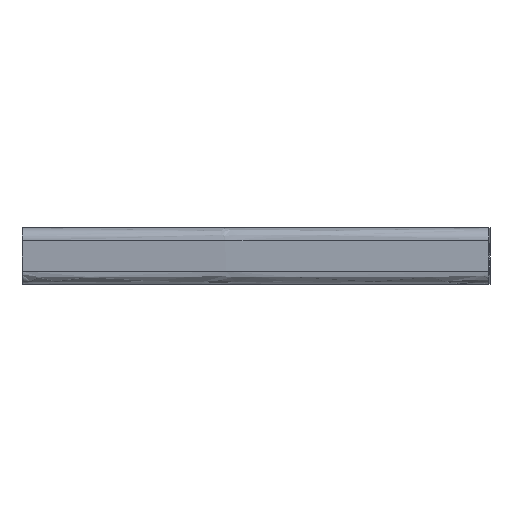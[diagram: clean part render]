
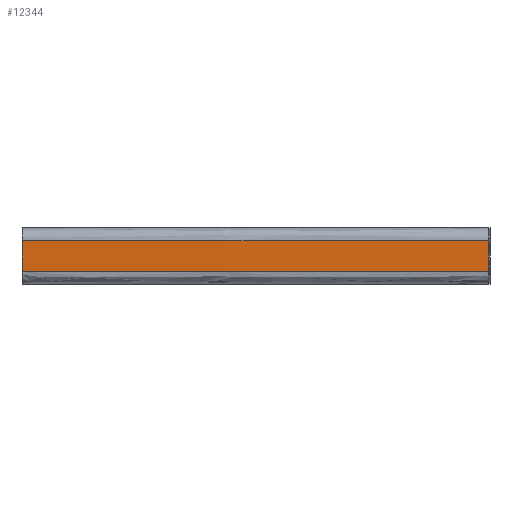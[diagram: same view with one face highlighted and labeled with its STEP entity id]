
A CAD part, left-side view. The second image highlights one B-rep face of the part: STEP entity #12344.
In plain terms, the highlighted free-form (B-spline) face has degree [5, 1] with [25, 2] control points.
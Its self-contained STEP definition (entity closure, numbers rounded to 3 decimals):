
#32=(
BOUNDED_SURFACE()
B_SPLINE_SURFACE(5,1,((#22074,#22075),(#22076,#22077),(#22078,#22079),(#22080,
#22081),(#22082,#22083),(#22084,#22085),(#22086,#22087),(#22088,#22089),
(#22090,#22091),(#22092,#22093),(#22094,#22095),(#22096,#22097),(#22098,
#22099),(#22100,#22101),(#22102,#22103),(#22104,#22105),(#22106,#22107),
(#22108,#22109),(#22110,#22111),(#22112,#22113),(#22114,#22115),(#22116,
#22117),(#22118,#22119),(#22120,#22121),(#22122,#22123)),.UNSPECIFIED.,
 .F.,.F.,.F.)
B_SPLINE_SURFACE_WITH_KNOTS((6,1,1,1,1,1,1,1,1,1,1,1,1,1,1,1,1,1,1,1,6),
(2,2),(-1.,-0.95,-0.9,-0.85,-0.8,-0.75,-0.7,-0.65,-0.6,-0.55,-0.5,-0.45,
-0.4,-0.35,-0.3,-0.25,-0.2,-0.15,-0.1,-0.05,-0.048),(0.,1.3),
 .UNSPECIFIED.)
GEOMETRIC_REPRESENTATION_ITEM()
RATIONAL_B_SPLINE_SURFACE(((1.,1.),(1.,1.),(1.,1.),(1.,1.),(1.,1.),(1.,
1.),(1.,1.),(1.,1.),(1.,1.),(1.,1.),(1.,1.),(1.,1.),(1.,1.),(1.,1.),(1.,
1.),(1.,1.),(1.,1.),(1.,1.),(1.,1.),(1.,1.),(1.,1.),(1.,1.),(1.,1.),(1.,
1.),(1.,1.)))
REPRESENTATION_ITEM('')
SURFACE()
);
#85=B_SPLINE_CURVE_WITH_KNOTS('',3,(#21923,#21924,#21925,#21926,#21927,
#21928),.UNSPECIFIED.,.F.,.F.,(4,1,1,4),(0.,4.656,
7.76,10.825),.UNSPECIFIED.);
#90=B_SPLINE_CURVE_WITH_KNOTS('',3,(#22003,#22004,#22005,#22006,#22007,
#22008),.UNSPECIFIED.,.F.,.F.,(4,2,4),(-1.,-0.65,-0.3),.UNSPECIFIED.);
#92=B_SPLINE_CURVE_WITH_KNOTS('',3,(#22125,#22126,#22127,#22128,#22129,
#22130),.UNSPECIFIED.,.F.,.F.,(4,2,4),(-1.,-0.65,-0.3),.UNSPECIFIED.);
#93=B_SPLINE_CURVE_WITH_KNOTS('',3,(#22131,#22132,#22133,#22134,#22135,
#22136),.UNSPECIFIED.,.F.,.F.,(4,1,1,4),(0.,4.617,
6.945,10.825),.UNSPECIFIED.);
#1071=FACE_OUTER_BOUND('',#1856,.T.);
#1856=EDGE_LOOP('',(#10349,#10350,#10351,#10352));
#5949=VERTEX_POINT('',#21872);
#5950=VERTEX_POINT('',#21922);
#5953=VERTEX_POINT('',#22002);
#5960=VERTEX_POINT('',#22124);
#7518=EDGE_CURVE('',#5949,#5950,#85,.T.);
#7523=EDGE_CURVE('',#5950,#5953,#90,.T.);
#7532=EDGE_CURVE('',#5949,#5960,#92,.T.);
#7533=EDGE_CURVE('',#5953,#5960,#93,.T.);
#10349=ORIENTED_EDGE('',*,*,#7518,.F.);
#10350=ORIENTED_EDGE('',*,*,#7532,.T.);
#10351=ORIENTED_EDGE('',*,*,#7533,.F.);
#10352=ORIENTED_EDGE('',*,*,#7523,.F.);
#12344=ADVANCED_FACE('',(#1071),#32,.T.);
#21872=CARTESIAN_POINT('',(-70.329,376.5,3.));
#21922=CARTESIAN_POINT('',(-60.733,484.5,3.));
#21923=CARTESIAN_POINT('Ctrl Pts',(-70.329,376.5,3.));
#21924=CARTESIAN_POINT('Ctrl Pts',(-69.331,392.002,3.));
#21925=CARTESIAN_POINT('Ctrl Pts',(-67.486,417.83,3.));
#21926=CARTESIAN_POINT('Ctrl Pts',(-64.292,453.83,3.));
#21927=CARTESIAN_POINT('Ctrl Pts',(-62.048,474.326,3.));
#21928=CARTESIAN_POINT('Ctrl Pts',(-60.733,484.5,3.));
#22002=CARTESIAN_POINT('',(-60.733,484.5,10.));
#22003=CARTESIAN_POINT('Ctrl Pts',(-60.733,484.5,3.));
#22004=CARTESIAN_POINT('Ctrl Pts',(-60.733,484.5,4.167));
#22005=CARTESIAN_POINT('Ctrl Pts',(-60.733,484.5,5.333));
#22006=CARTESIAN_POINT('Ctrl Pts',(-60.733,484.5,7.667));
#22007=CARTESIAN_POINT('Ctrl Pts',(-60.733,484.5,8.833));
#22008=CARTESIAN_POINT('Ctrl Pts',(-60.733,484.5,10.));
#22074=CARTESIAN_POINT('Ctrl Pts',(-50.,535.,0.));
#22075=CARTESIAN_POINT('Ctrl Pts',(-50.,535.,13.));
#22076=CARTESIAN_POINT('Ctrl Pts',(-50.721,533.526,0.));
#22077=CARTESIAN_POINT('Ctrl Pts',(-50.721,533.526,13.));
#22078=CARTESIAN_POINT('Ctrl Pts',(-52.149,530.043,0.));
#22079=CARTESIAN_POINT('Ctrl Pts',(-52.149,530.043,13.));
#22080=CARTESIAN_POINT('Ctrl Pts',(-54.246,523.216,0.));
#22081=CARTESIAN_POINT('Ctrl Pts',(-54.246,523.216,13.));
#22082=CARTESIAN_POINT('Ctrl Pts',(-56.955,510.895,0.));
#22083=CARTESIAN_POINT('Ctrl Pts',(-56.955,510.895,13.));
#22084=CARTESIAN_POINT('Ctrl Pts',(-60.189,490.177,0.));
#22085=CARTESIAN_POINT('Ctrl Pts',(-60.189,490.177,13.));
#22086=CARTESIAN_POINT('Ctrl Pts',(-63.256,464.428,0.));
#22087=CARTESIAN_POINT('Ctrl Pts',(-63.256,464.428,13.));
#22088=CARTESIAN_POINT('Ctrl Pts',(-66.131,434.319,0.));
#22089=CARTESIAN_POINT('Ctrl Pts',(-66.131,434.319,13.));
#22090=CARTESIAN_POINT('Ctrl Pts',(-68.778,400.784,0.));
#22091=CARTESIAN_POINT('Ctrl Pts',(-68.778,400.784,13.));
#22092=CARTESIAN_POINT('Ctrl Pts',(-71.153,364.915,0.));
#22093=CARTESIAN_POINT('Ctrl Pts',(-71.153,364.915,13.));
#22094=CARTESIAN_POINT('Ctrl Pts',(-73.207,327.852,0.));
#22095=CARTESIAN_POINT('Ctrl Pts',(-73.207,327.852,13.));
#22096=CARTESIAN_POINT('Ctrl Pts',(-74.882,290.686,0.));
#22097=CARTESIAN_POINT('Ctrl Pts',(-74.882,290.686,13.));
#22098=CARTESIAN_POINT('Ctrl Pts',(-76.118,254.358,0.));
#22099=CARTESIAN_POINT('Ctrl Pts',(-76.118,254.358,13.));
#22100=CARTESIAN_POINT('Ctrl Pts',(-76.859,219.542,0.));
#22101=CARTESIAN_POINT('Ctrl Pts',(-76.859,219.542,13.));
#22102=CARTESIAN_POINT('Ctrl Pts',(-76.998,186.664,0.));
#22103=CARTESIAN_POINT('Ctrl Pts',(-76.998,186.664,13.));
#22104=CARTESIAN_POINT('Ctrl Pts',(-76.336,155.942,0.));
#22105=CARTESIAN_POINT('Ctrl Pts',(-76.336,155.942,13.));
#22106=CARTESIAN_POINT('Ctrl Pts',(-74.493,127.397,0.));
#22107=CARTESIAN_POINT('Ctrl Pts',(-74.493,127.397,13.));
#22108=CARTESIAN_POINT('Ctrl Pts',(-70.928,100.901,0.));
#22109=CARTESIAN_POINT('Ctrl Pts',(-70.928,100.901,13.));
#22110=CARTESIAN_POINT('Ctrl Pts',(-64.702,76.142,0.));
#22111=CARTESIAN_POINT('Ctrl Pts',(-64.702,76.142,13.));
#22112=CARTESIAN_POINT('Ctrl Pts',(-54.896,52.789,0.));
#22113=CARTESIAN_POINT('Ctrl Pts',(-54.896,52.789,13.));
#22114=CARTESIAN_POINT('Ctrl Pts',(-43.763,34.915,0.));
#22115=CARTESIAN_POINT('Ctrl Pts',(-43.763,34.915,13.));
#22116=CARTESIAN_POINT('Ctrl Pts',(-33.462,21.983,0.));
#22117=CARTESIAN_POINT('Ctrl Pts',(-33.462,21.983,13.));
#22118=CARTESIAN_POINT('Ctrl Pts',(-25.681,13.532,0.));
#22119=CARTESIAN_POINT('Ctrl Pts',(-25.681,13.532,13.));
#22120=CARTESIAN_POINT('Ctrl Pts',(-21.489,9.284,0.));
#22121=CARTESIAN_POINT('Ctrl Pts',(-21.489,9.284,13.));
#22122=CARTESIAN_POINT('Ctrl Pts',(-21.329,9.122,0.));
#22123=CARTESIAN_POINT('Ctrl Pts',(-21.329,9.122,13.));
#22124=CARTESIAN_POINT('',(-70.329,376.5,10.));
#22125=CARTESIAN_POINT('Ctrl Pts',(-70.329,376.5,3.));
#22126=CARTESIAN_POINT('Ctrl Pts',(-70.329,376.5,4.167));
#22127=CARTESIAN_POINT('Ctrl Pts',(-70.329,376.5,5.333));
#22128=CARTESIAN_POINT('Ctrl Pts',(-70.329,376.5,7.667));
#22129=CARTESIAN_POINT('Ctrl Pts',(-70.329,376.5,8.833));
#22130=CARTESIAN_POINT('Ctrl Pts',(-70.329,376.5,10.));
#22131=CARTESIAN_POINT('Ctrl Pts',(-60.733,484.5,10.));
#22132=CARTESIAN_POINT('Ctrl Pts',(-62.715,469.175,10.));
#22133=CARTESIAN_POINT('Ctrl Pts',(-65.037,446.091,10.));
#22134=CARTESIAN_POINT('Ctrl Pts',(-68.049,410.082,10.));
#22135=CARTESIAN_POINT('Ctrl Pts',(-69.497,389.418,10.));
#22136=CARTESIAN_POINT('Ctrl Pts',(-70.329,376.5,10.));
